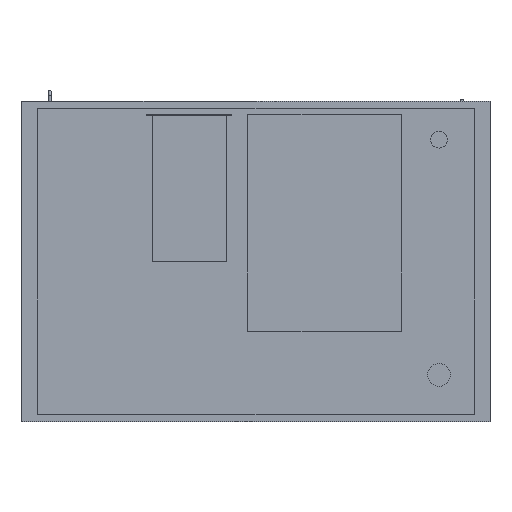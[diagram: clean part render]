
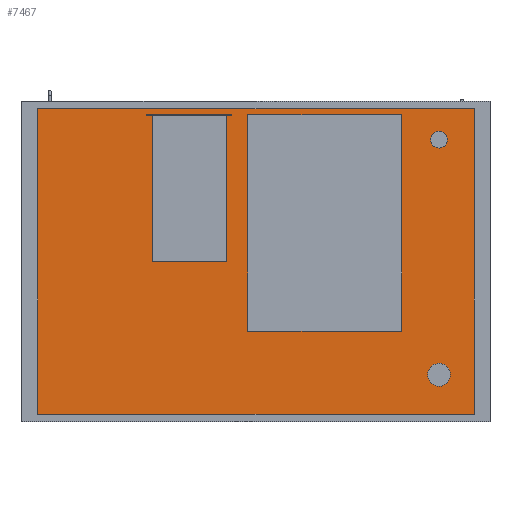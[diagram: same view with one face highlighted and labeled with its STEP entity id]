
A CAD part, front view. The second image highlights one B-rep face of the part: STEP entity #7467.
In plain terms, the highlighted planar face has unit normal (0, -1, 0).
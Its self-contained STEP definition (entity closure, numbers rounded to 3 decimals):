
#118=FACE_BOUND('',#993,.T.);
#119=FACE_BOUND('',#994,.T.);
#139=PLANE('',#8005);
#529=FACE_OUTER_BOUND('',#992,.T.);
#992=EDGE_LOOP('',(#5289,#5290,#5291,#5292));
#993=EDGE_LOOP('',(#5293));
#994=EDGE_LOOP('',(#5294));
#1463=LINE('',#10796,#2385);
#1467=LINE('',#10804,#2389);
#1470=LINE('',#10810,#2392);
#1473=LINE('',#10815,#2395);
#2385=VECTOR('',#8645,10.);
#2389=VECTOR('',#8651,10.);
#2392=VECTOR('',#8656,10.);
#2395=VECTOR('',#8661,10.);
#3294=CIRCLE('',#7989,20.);
#3296=CIRCLE('',#7993,27.5);
#3446=VERTEX_POINT('',#10757);
#3448=VERTEX_POINT('',#10764);
#3457=VERTEX_POINT('',#10794);
#3458=VERTEX_POINT('',#10795);
#3461=VERTEX_POINT('',#10803);
#3463=VERTEX_POINT('',#10809);
#4163=EDGE_CURVE('',#3446,#3446,#3294,.T.);
#4166=EDGE_CURVE('',#3448,#3448,#3296,.T.);
#4179=EDGE_CURVE('',#3457,#3458,#1463,.T.);
#4183=EDGE_CURVE('',#3461,#3457,#1467,.T.);
#4186=EDGE_CURVE('',#3463,#3461,#1470,.T.);
#4189=EDGE_CURVE('',#3458,#3463,#1473,.T.);
#5289=ORIENTED_EDGE('',*,*,#4189,.F.);
#5290=ORIENTED_EDGE('',*,*,#4179,.F.);
#5291=ORIENTED_EDGE('',*,*,#4183,.F.);
#5292=ORIENTED_EDGE('',*,*,#4186,.F.);
#5293=ORIENTED_EDGE('',*,*,#4163,.T.);
#5294=ORIENTED_EDGE('',*,*,#4166,.T.);
#7467=ADVANCED_FACE('',(#529,#118,#119),#139,.F.);
#7989=AXIS2_PLACEMENT_3D('',#10759,#8608,#8609);
#7993=AXIS2_PLACEMENT_3D('',#10766,#8617,#8618);
#8005=AXIS2_PLACEMENT_3D('',#10818,#8665,#8666);
#8608=DIRECTION('center_axis',(0.,1.,0.));
#8609=DIRECTION('ref_axis',(1.,0.,0.));
#8617=DIRECTION('center_axis',(0.,1.,0.));
#8618=DIRECTION('ref_axis',(1.,0.,0.));
#8645=DIRECTION('',(0.,0.,1.));
#8651=DIRECTION('',(-1.,0.,0.));
#8656=DIRECTION('',(0.,0.,-1.));
#8661=DIRECTION('',(1.,0.,0.));
#8665=DIRECTION('center_axis',(0.,1.,0.));
#8666=DIRECTION('ref_axis',(0.,0.,1.));
#10757=CARTESIAN_POINT('',(420.,0.,292.5));
#10759=CARTESIAN_POINT('Origin',(440.,0.,292.5));
#10764=CARTESIAN_POINT('',(412.5,0.,-272.5));
#10766=CARTESIAN_POINT('Origin',(440.,0.,-272.5));
#10794=CARTESIAN_POINT('',(-525.,0.,-367.5));
#10795=CARTESIAN_POINT('',(-525.,0.,367.5));
#10796=CARTESIAN_POINT('',(-525.,0.,-367.5));
#10803=CARTESIAN_POINT('',(525.,0.,-367.5));
#10804=CARTESIAN_POINT('',(525.,0.,-367.5));
#10809=CARTESIAN_POINT('',(525.,0.,367.5));
#10810=CARTESIAN_POINT('',(525.,0.,367.5));
#10815=CARTESIAN_POINT('',(-525.,0.,367.5));
#10818=CARTESIAN_POINT('Origin',(0.,0.,0.));
